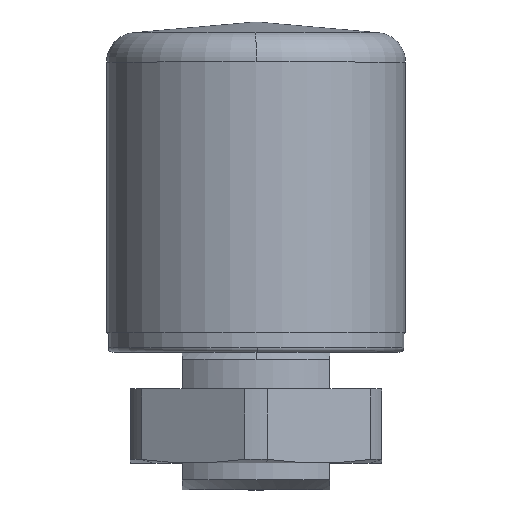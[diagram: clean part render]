
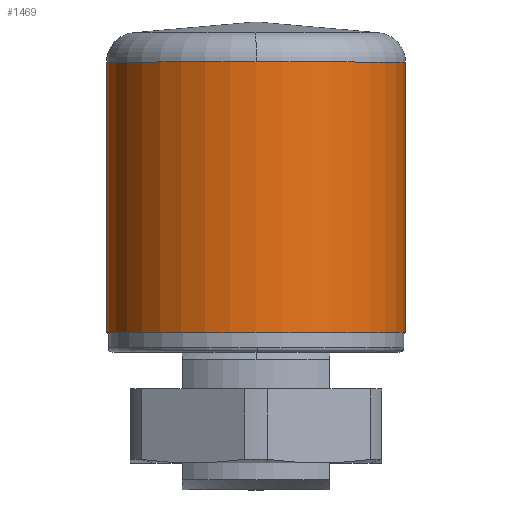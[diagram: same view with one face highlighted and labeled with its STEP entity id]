
A CAD part, top view. The second image highlights one B-rep face of the part: STEP entity #1469.
In plain terms, the highlighted cylindrical face has radius 10.1 mm (diameter 20.2 mm), a partial arc.
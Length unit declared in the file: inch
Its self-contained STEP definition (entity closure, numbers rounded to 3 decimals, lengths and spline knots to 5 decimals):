
#22 = DIRECTION ( 'NONE',  ( 0., -1., 0. ) ) ;
#28 = ORIENTED_EDGE ( 'NONE', *, *, #1507, .T. ) ;
#38 = DIRECTION ( 'NONE',  ( -1., 0., 0. ) ) ;
#54 = CIRCLE ( 'NONE', #271, 0.39764 ) ;
#93 = DIRECTION ( 'NONE',  ( -1., 0., 0. ) ) ;
#99 = FACE_OUTER_BOUND ( 'NONE', #1482, .T. ) ;
#104 = EDGE_CURVE ( 'NONE', #392, #1532, #1274, .T. ) ;
#107 = AXIS2_PLACEMENT_3D ( 'NONE', #883, #254, #115 ) ;
#115 = DIRECTION ( 'NONE',  ( -1., 0., 0. ) ) ;
#245 = CARTESIAN_POINT ( 'NONE',  ( 0.39764, 0.77755, 0. ) ) ;
#254 = DIRECTION ( 'NONE',  ( 0., -1., 0. ) ) ;
#269 = CARTESIAN_POINT ( 'NONE',  ( -0.39764, 0.41732, 0. ) ) ;
#271 = AXIS2_PLACEMENT_3D ( 'NONE', #661, #22, #38 ) ;
#315 = CIRCLE ( 'NONE', #518, 0.39764 ) ;
#368 = DIRECTION ( 'NONE',  ( 0., -1., 0. ) ) ;
#392 = VERTEX_POINT ( 'NONE', #796 ) ;
#448 = CARTESIAN_POINT ( 'NONE',  ( -0.39764, 1.13778, 0. ) ) ;
#494 = DIRECTION ( 'NONE',  ( 0., -1., 0. ) ) ;
#518 = AXIS2_PLACEMENT_3D ( 'NONE', #1229, #1353, #93 ) ;
#598 = CYLINDRICAL_SURFACE ( 'NONE', #107, 0.39764 ) ;
#623 = CARTESIAN_POINT ( 'NONE',  ( -0.39764, 0.77755, 0. ) ) ;
#634 = LINE ( 'NONE', #245, #814 ) ;
#661 = CARTESIAN_POINT ( 'NONE',  ( 0., 1.13778, 0. ) ) ;
#718 = CARTESIAN_POINT ( 'NONE',  ( 0., 1.13778, 0. ) ) ;
#725 = DIRECTION ( 'NONE',  ( -1., 0., 0. ) ) ;
#727 = VECTOR ( 'NONE', #368, 39.37008 ) ;
#754 = CARTESIAN_POINT ( 'NONE',  ( 0.39764, 0.41732, 0. ) ) ;
#769 = AXIS2_PLACEMENT_3D ( 'NONE', #718, #1228, #725 ) ;
#796 = CARTESIAN_POINT ( 'NONE',  ( 0., 1.13778, 0.39764 ) ) ;
#814 = VECTOR ( 'NONE', #494, 39.37008 ) ;
#815 = EDGE_CURVE ( 'NONE', #1454, #941, #315, .T. ) ;
#883 = CARTESIAN_POINT ( 'NONE',  ( 0., 0.77755, 0. ) ) ;
#941 = VERTEX_POINT ( 'NONE', #269 ) ;
#967 = ORIENTED_EDGE ( 'NONE', *, *, #1410, .F. ) ;
#997 = LINE ( 'NONE', #623, #727 ) ;
#1016 = CARTESIAN_POINT ( 'NONE',  ( 0.39764, 1.13778, 0. ) ) ;
#1081 = ORIENTED_EDGE ( 'NONE', *, *, #1642, .T. ) ;
#1228 = DIRECTION ( 'NONE',  ( 0., -1., 0. ) ) ;
#1229 = CARTESIAN_POINT ( 'NONE',  ( 0., 0.41732, 0. ) ) ;
#1248 = ORIENTED_EDGE ( 'NONE', *, *, #104, .T. ) ;
#1274 = CIRCLE ( 'NONE', #769, 0.39764 ) ;
#1353 = DIRECTION ( 'NONE',  ( 0., -1., 0. ) ) ;
#1410 = EDGE_CURVE ( 'NONE', #1444, #1454, #634, .T. ) ;
#1444 = VERTEX_POINT ( 'NONE', #1016 ) ;
#1454 = VERTEX_POINT ( 'NONE', #754 ) ;
#1469 = ADVANCED_FACE ( 'NONE', ( #99 ), #598, .T. ) ;
#1482 = EDGE_LOOP ( 'NONE', ( #967, #1081, #1248, #28, #1524 ) ) ;
#1507 = EDGE_CURVE ( 'NONE', #1532, #941, #997, .T. ) ;
#1524 = ORIENTED_EDGE ( 'NONE', *, *, #815, .F. ) ;
#1532 = VERTEX_POINT ( 'NONE', #448 ) ;
#1642 = EDGE_CURVE ( 'NONE', #1444, #392, #54, .T. ) ;
